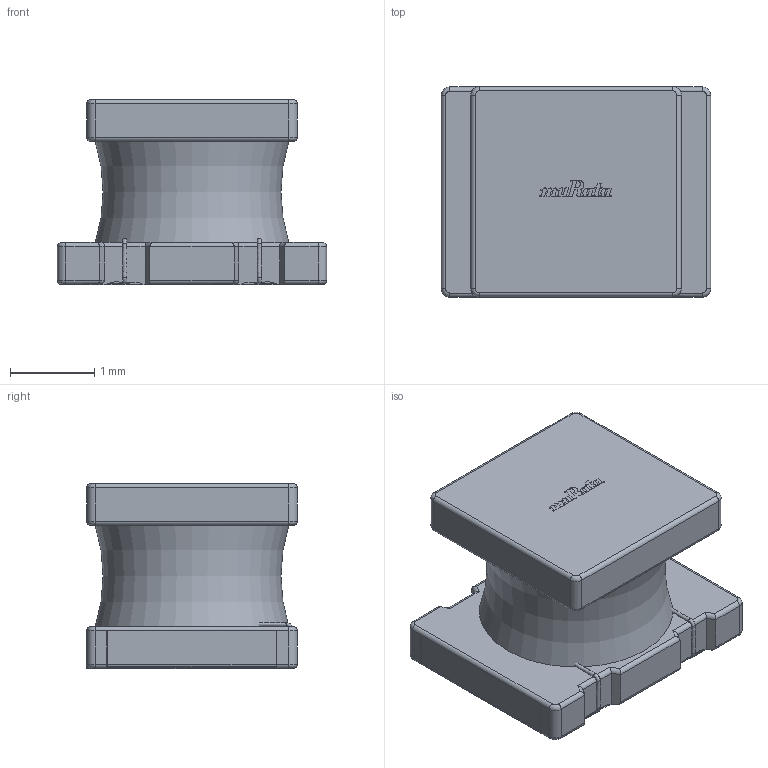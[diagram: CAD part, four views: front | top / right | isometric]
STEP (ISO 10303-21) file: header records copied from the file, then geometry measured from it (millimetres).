
FILE_DESCRIPTION(/* description */ (''),/* implementation_level */ '2;1');
FILE_NAME(/* name */ 'Murata Wire Wound Ferrite Inductor.stp',/* time_stamp */ '2020-09-03T10:55:00-04:00',/* author */ ('Julio Mora'),/* organization */ (''),/* preprocessor_version */ 'ST-DEVELOPER v18.1',/* originating_system */ 'Autodesk Inventor 2021',/* authorisation */ '');
FILE_SCHEMA (('AUTOMOTIVE_DESIGN { 1 0 10303 214 3 1 1 }'));
Length unit declared in the file: inch
Products named in the file (7): Murata Wire Wound Ferrite Inductor; Coil Base; Pads; Top; Inductor; wires; Murata
Assembly tree (6 placements, depth 2):
  Murata Wire Wound Ferrite Inductor
    Coil Base
    Pads
    Top
    Inductor
    wires
    Murata
Bounding box: 3.2 x 2.5 x 2.2 mm (x, y, z)
Volume: 11.5 mm3; surface area: 66.2 mm2
Topology: 12 solids, 12 shells, 339 faces, 896 edges, 581 vertices
Faces by surface type: plane 157, cylinder 155, bspline 26, torus 1
Entity records: 11419 total; most frequent: CARTESIAN_POINT 2209, DIRECTION 1878, ORIENTED_EDGE 1792, EDGE_CURVE 896, AXIS2_PLACEMENT_3D 670, VERTEX_POINT 581, LINE 538, VECTOR 538
